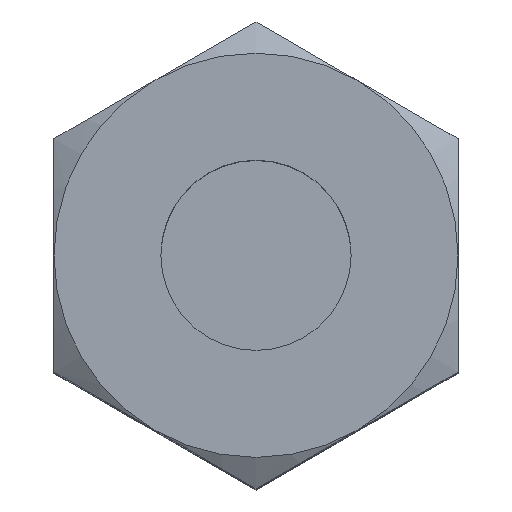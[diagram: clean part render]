
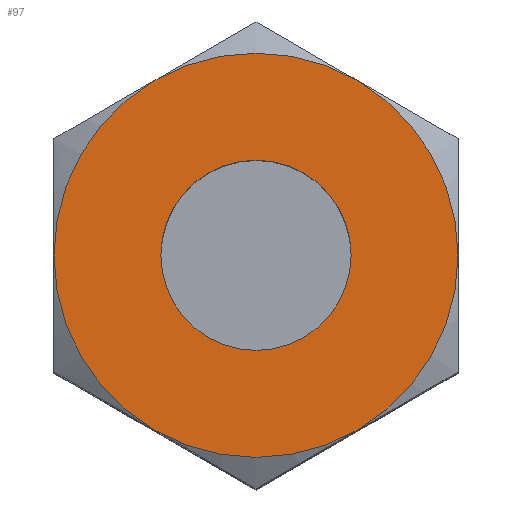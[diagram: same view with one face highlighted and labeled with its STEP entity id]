
A CAD part, top view. The second image highlights one B-rep face of the part: STEP entity #97.
In plain terms, the highlighted planar face has unit normal (0, 0, 1).
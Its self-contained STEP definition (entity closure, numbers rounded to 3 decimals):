
#55 = CARTESIAN_POINT ( 'NONE',  ( -4., 0., 14. ) ) ;
#84 = DIRECTION ( 'NONE',  ( 0., 0., 1. ) ) ;
#87 = DIRECTION ( 'NONE',  ( 1., 0., 0. ) ) ;
#88 = CARTESIAN_POINT ( 'NONE',  ( 4.25, 7.361, 14. ) ) ;
#96 = DIRECTION ( 'NONE',  ( 0., 0., 1. ) ) ;
#97 = ADVANCED_FACE ( 'NONE', ( #114, #226 ), #491, .T. ) ;
#104 = AXIS2_PLACEMENT_3D ( 'NONE', #1452, #1079, #1559 ) ;
#114 = FACE_BOUND ( 'NONE', #1326, .T. ) ;
#115 = DIRECTION ( 'NONE',  ( 0., 0., 1. ) ) ;
#131 = CARTESIAN_POINT ( 'NONE',  ( 0., 0., 14. ) ) ;
#142 = ORIENTED_EDGE ( 'NONE', *, *, #1343, .T. ) ;
#150 = VERTEX_POINT ( 'NONE', #726 ) ;
#176 = DIRECTION ( 'NONE',  ( 1., 0., 0. ) ) ;
#219 = CIRCLE ( 'NONE', #104, 8.5 ) ;
#226 = FACE_OUTER_BOUND ( 'NONE', #327, .T. ) ;
#258 = DIRECTION ( 'NONE',  ( 1., 0., 0. ) ) ;
#296 = VERTEX_POINT ( 'NONE', #55 ) ;
#327 = EDGE_LOOP ( 'NONE', ( #1151, #1624, #701, #142, #1340, #1264 ) ) ;
#373 = CIRCLE ( 'NONE', #1323, 8.5 ) ;
#378 = AXIS2_PLACEMENT_3D ( 'NONE', #1301, #663, #176 ) ;
#391 = DIRECTION ( 'NONE',  ( 0., 0., 1. ) ) ;
#392 = VERTEX_POINT ( 'NONE', #961 ) ;
#394 = EDGE_CURVE ( 'NONE', #150, #748, #373, .T. ) ;
#400 = CIRCLE ( 'NONE', #1324, 8.5 ) ;
#425 = VERTEX_POINT ( 'NONE', #853 ) ;
#433 = EDGE_CURVE ( 'NONE', #1267, #392, #935, .T. ) ;
#475 = CIRCLE ( 'NONE', #1399, 8.5 ) ;
#476 = ORIENTED_EDGE ( 'NONE', *, *, #1150, .F. ) ;
#491 = PLANE ( 'NONE',  #1081 ) ;
#556 = DIRECTION ( 'NONE',  ( 1., 0., 0. ) ) ;
#580 = CARTESIAN_POINT ( 'NONE',  ( 4., 0., 14. ) ) ;
#641 = CIRCLE ( 'NONE', #1220, 4. ) ;
#663 = DIRECTION ( 'NONE',  ( 0., 0., 1. ) ) ;
#674 = DIRECTION ( 'NONE',  ( 1., 0., 0. ) ) ;
#675 = EDGE_CURVE ( 'NONE', #296, #697, #641, .T. ) ;
#697 = VERTEX_POINT ( 'NONE', #580 ) ;
#700 = EDGE_CURVE ( 'NONE', #392, #150, #219, .T. ) ;
#701 = ORIENTED_EDGE ( 'NONE', *, *, #734, .T. ) ;
#726 = CARTESIAN_POINT ( 'NONE',  ( 4.25, -7.361, 14. ) ) ;
#734 = EDGE_CURVE ( 'NONE', #1202, #425, #475, .T. ) ;
#748 = VERTEX_POINT ( 'NONE', #908 ) ;
#753 = EDGE_CURVE ( 'NONE', #748, #1202, #1556, .T. ) ;
#794 = CARTESIAN_POINT ( 'NONE',  ( 0., 0., 14. ) ) ;
#838 = DIRECTION ( 'NONE',  ( 1., 0., 0. ) ) ;
#849 = DIRECTION ( 'NONE',  ( 1., 0., 0. ) ) ;
#853 = CARTESIAN_POINT ( 'NONE',  ( -4.25, 7.361, 14. ) ) ;
#865 = DIRECTION ( 'NONE',  ( 1., 0., 0. ) ) ;
#908 = CARTESIAN_POINT ( 'NONE',  ( 8.5, 0., 14. ) ) ;
#935 = CIRCLE ( 'NONE', #1532, 8.5 ) ;
#947 = CARTESIAN_POINT ( 'NONE',  ( -8.5, 0., 14. ) ) ;
#952 = CARTESIAN_POINT ( 'NONE',  ( 0., 0., 14. ) ) ;
#961 = CARTESIAN_POINT ( 'NONE',  ( -4.25, -7.361, 14. ) ) ;
#964 = CIRCLE ( 'NONE', #378, 4. ) ;
#978 = CARTESIAN_POINT ( 'NONE',  ( 0., 0., 14. ) ) ;
#1023 = AXIS2_PLACEMENT_3D ( 'NONE', #794, #1181, #556 ) ;
#1042 = CARTESIAN_POINT ( 'NONE',  ( 0., 0., 14. ) ) ;
#1067 = CARTESIAN_POINT ( 'NONE',  ( 0., 0., 14. ) ) ;
#1079 = DIRECTION ( 'NONE',  ( 0., 0., 1. ) ) ;
#1081 = AXIS2_PLACEMENT_3D ( 'NONE', #1100, #96, #87 ) ;
#1100 = CARTESIAN_POINT ( 'NONE',  ( -8.5, 14.722, 14. ) ) ;
#1150 = EDGE_CURVE ( 'NONE', #697, #296, #964, .T. ) ;
#1151 = ORIENTED_EDGE ( 'NONE', *, *, #394, .T. ) ;
#1181 = DIRECTION ( 'NONE',  ( 0., 0., 1. ) ) ;
#1202 = VERTEX_POINT ( 'NONE', #88 ) ;
#1220 = AXIS2_PLACEMENT_3D ( 'NONE', #131, #391, #865 ) ;
#1264 = ORIENTED_EDGE ( 'NONE', *, *, #700, .T. ) ;
#1267 = VERTEX_POINT ( 'NONE', #947 ) ;
#1301 = CARTESIAN_POINT ( 'NONE',  ( 0., 0., 14. ) ) ;
#1323 = AXIS2_PLACEMENT_3D ( 'NONE', #952, #84, #258 ) ;
#1324 = AXIS2_PLACEMENT_3D ( 'NONE', #1042, #115, #849 ) ;
#1326 = EDGE_LOOP ( 'NONE', ( #476, #1363 ) ) ;
#1340 = ORIENTED_EDGE ( 'NONE', *, *, #433, .T. ) ;
#1343 = EDGE_CURVE ( 'NONE', #425, #1267, #400, .T. ) ;
#1363 = ORIENTED_EDGE ( 'NONE', *, *, #675, .F. ) ;
#1370 = DIRECTION ( 'NONE',  ( 0., 0., 1. ) ) ;
#1399 = AXIS2_PLACEMENT_3D ( 'NONE', #1067, #1551, #674 ) ;
#1452 = CARTESIAN_POINT ( 'NONE',  ( 0., 0., 14. ) ) ;
#1532 = AXIS2_PLACEMENT_3D ( 'NONE', #978, #1370, #838 ) ;
#1551 = DIRECTION ( 'NONE',  ( 0., 0., 1. ) ) ;
#1556 = CIRCLE ( 'NONE', #1023, 8.5 ) ;
#1559 = DIRECTION ( 'NONE',  ( 1., 0., 0. ) ) ;
#1624 = ORIENTED_EDGE ( 'NONE', *, *, #753, .T. ) ;
